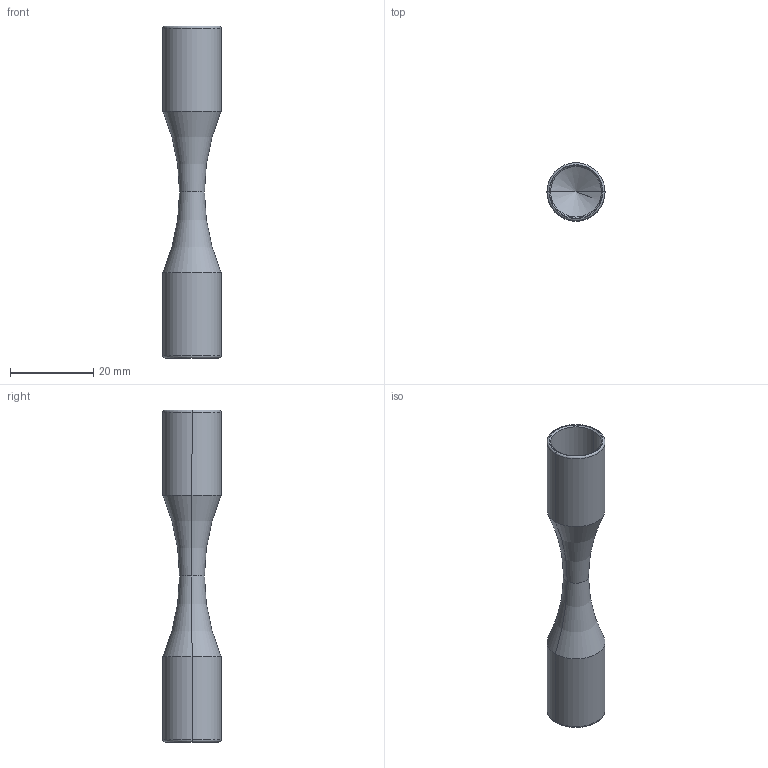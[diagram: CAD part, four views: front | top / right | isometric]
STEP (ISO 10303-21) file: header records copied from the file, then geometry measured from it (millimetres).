
FILE_DESCRIPTION (( 'STEP AP203' ), '1' );
FILE_NAME ('50434-240.step', '2020-10-02T12:32:51', ( '' ), ( '' ), 'SwSTEP 2.0', 'SolidWorks 2018', '' );
FILE_SCHEMA (( 'CONFIG_CONTROL_DESIGN' ));
Length unit declared in the file: millimetre
Products named in the file (2): 50434-240
Bounding box: 14 x 14 x 79.99 mm (x, y, z)
Volume: 3906.8 mm3; surface area: 4711.3 mm2
Topology: 1 solids, 1 shells, 270 faces, 729 edges, 468 vertices
Faces by surface type: plane 114, bspline 94, cylinder 46, torus 8, cone 8
Entity records: 12246 total; most frequent: CARTESIAN_POINT 6001, ORIENTED_EDGE 1450, DIRECTION 977, EDGE_CURVE 725, VERTEX_POINT 468, VECTOR 353, LINE 353, AXIS2_PLACEMENT_3D 312
